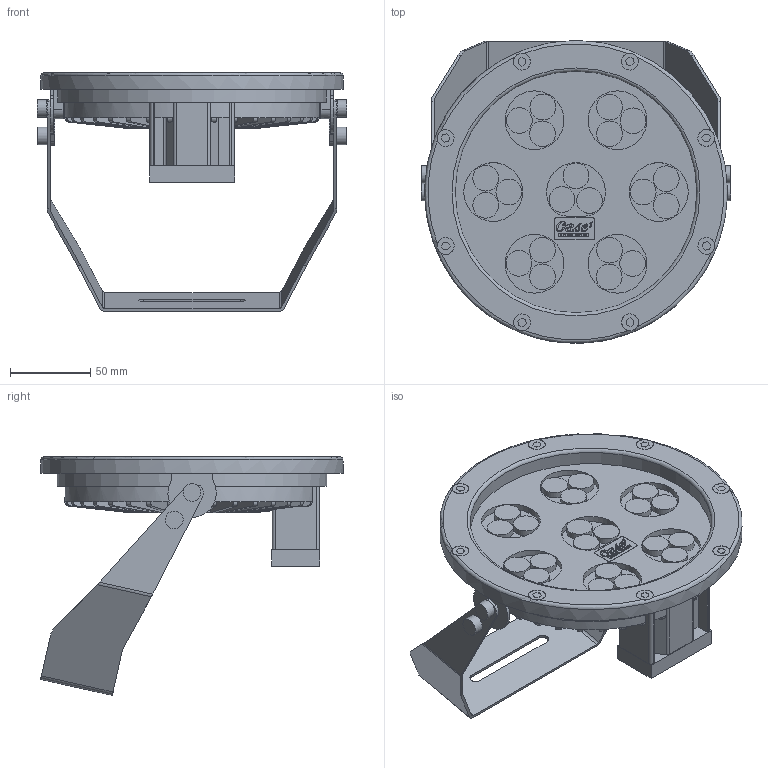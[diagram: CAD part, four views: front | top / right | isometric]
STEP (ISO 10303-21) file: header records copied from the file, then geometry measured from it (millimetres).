
FILE_DESCRIPTION(/* description */ (''),/* implementation_level */ '2;1');
FILE_NAME(/* name */ '56391_Profilux led1500_überprüft.stp',/* time_stamp */ '2014-11-12T10:37:45+01:00',/* author */ ('guzb562'),/* organization */ (''),/* preprocessor_version */ 'ST-DEVELOPER v15.2',/* originating_system */ 'Autodesk Inventor 2014',/* authorisation */ '');
FILE_SCHEMA (('AUTOMOTIVE_DESIGN { 1 0 10303 214 3 1 1 }'));
Length unit declared in the file: millimetre
Products named in the file (3): 56391_Profilux led1500; Halterung ProfiluxLED 1500; 56391_Profilux led1500.
Bounding box: 192.29 x 188.04 x 148.38 mm (x, y, z)
Volume: 572355 mm3; surface area: 150444.8 mm2
Topology: 2 solids, 2 shells, 1033 faces, 2526 edges, 1601 vertices
Faces by surface type: plane 725, cylinder 220, bspline 82, sphere 4, torus 2
Full cylindrical faces by diameter (mm): 2 x4, 5 x2, 5.8 x2, 6.5 x2, 11 x4, 16 x21, 21 x1, 36.5 x6, 150.069 x1, 187.995 x1
Entity records: 31540 total; most frequent: CARTESIAN_POINT 6641, ORIENTED_EDGE 5006, DIRECTION 4783, EDGE_CURVE 2467, LINE 1719, VECTOR 1719, VERTEX_POINT 1592, AXIS2_PLACEMENT_3D 1532
